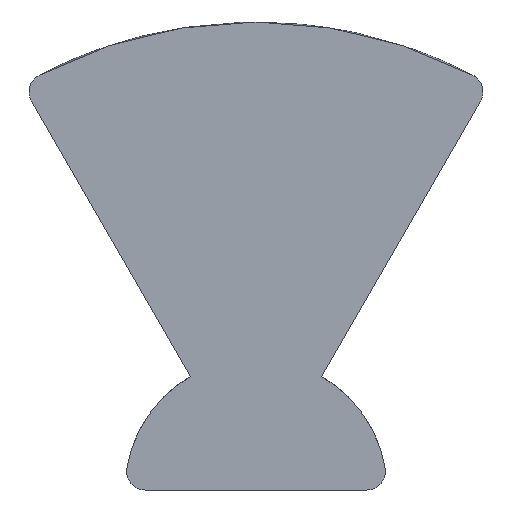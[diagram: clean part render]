
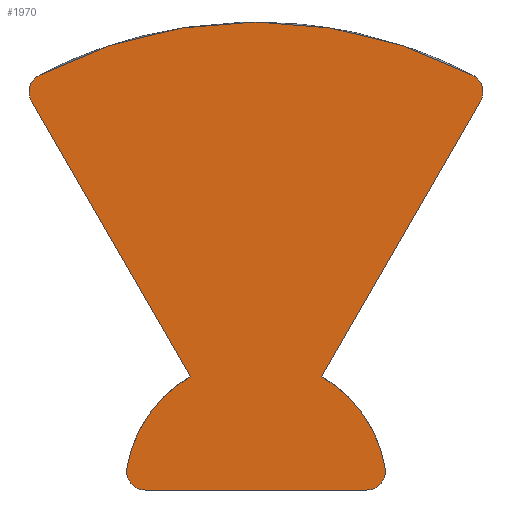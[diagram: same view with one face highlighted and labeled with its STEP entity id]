
A CAD part, front view. The second image highlights one B-rep face of the part: STEP entity #1970.
In plain terms, the highlighted planar face has unit normal (0, -1, 0).
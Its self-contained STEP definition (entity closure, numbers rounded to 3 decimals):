
#18 = DIRECTION ( 'NONE',  ( 0., 0., 1. ) ) ;
#25 = EDGE_CURVE ( 'NONE', #1505, #1188, #1458, .T. ) ;
#100 = ORIENTED_EDGE ( 'NONE', *, *, #1873, .T. ) ;
#103 = EDGE_LOOP ( 'NONE', ( #1448, #1218, #100, #468, #2025, #1267, #1859, #1051, #956, #2034 ) ) ;
#104 = DIRECTION ( 'NONE',  ( 0., 0., 1. ) ) ;
#109 = LINE ( 'NONE', #817, #421 ) ;
#135 = DIRECTION ( 'NONE',  ( 0., -1., 0. ) ) ;
#137 = CIRCLE ( 'NONE', #432, 14. ) ;
#139 = CARTESIAN_POINT ( 'NONE',  ( 0., 0., 0. ) ) ;
#159 = CARTESIAN_POINT ( 'NONE',  ( 11.832, 0., 2. ) ) ;
#193 = DIRECTION ( 'NONE',  ( -0.5, 0., -0.866 ) ) ;
#276 = DIRECTION ( 'NONE',  ( 0., -1., 0. ) ) ;
#293 = DIRECTION ( 'NONE',  ( 0., 1., 0. ) ) ;
#294 = CARTESIAN_POINT ( 'NONE',  ( 0., 0., 0. ) ) ;
#336 = CARTESIAN_POINT ( 'NONE',  ( 0., 0., 0. ) ) ;
#387 = AXIS2_PLACEMENT_3D ( 'NONE', #1144, #276, #104 ) ;
#390 = DIRECTION ( 'NONE',  ( 0., 0., 1. ) ) ;
#397 = VERTEX_POINT ( 'NONE', #831 ) ;
#413 = EDGE_CURVE ( 'NONE', #1132, #397, #109, .T. ) ;
#421 = VECTOR ( 'NONE', #1665, 1000. ) ;
#432 = AXIS2_PLACEMENT_3D ( 'NONE', #907, #1939, #1953 ) ;
#468 = ORIENTED_EDGE ( 'NONE', *, *, #604, .F. ) ;
#544 = CARTESIAN_POINT ( 'NONE',  ( -13.804, 0., 2.333 ) ) ;
#574 = AXIS2_PLACEMENT_3D ( 'NONE', #1719, #691, #1375 ) ;
#604 = EDGE_CURVE ( 'NONE', #1354, #916, #700, .T. ) ;
#622 = EDGE_CURVE ( 'NONE', #1132, #1723, #803, .T. ) ;
#691 = DIRECTION ( 'NONE',  ( 0., -1., 0. ) ) ;
#700 = LINE ( 'NONE', #336, #2237 ) ;
#711 = CARTESIAN_POINT ( 'NONE',  ( -7., 0., 12.124 ) ) ;
#715 = CIRCLE ( 'NONE', #387, 2. ) ;
#735 = VERTEX_POINT ( 'NONE', #843 ) ;
#787 = CARTESIAN_POINT ( 'NONE',  ( 7., 0., 12.124 ) ) ;
#803 = CIRCLE ( 'NONE', #1896, 2. ) ;
#817 = CARTESIAN_POINT ( 'NONE',  ( 0., 0., 0. ) ) ;
#831 = CARTESIAN_POINT ( 'NONE',  ( -11.832, 0., 0. ) ) ;
#843 = CARTESIAN_POINT ( 'NONE',  ( 23.174, 0., 44.305 ) ) ;
#891 = CARTESIAN_POINT ( 'NONE',  ( 11.832, 0., 0. ) ) ;
#907 = CARTESIAN_POINT ( 'NONE',  ( 0., 0., 0. ) ) ;
#916 = VERTEX_POINT ( 'NONE', #787 ) ;
#932 = CIRCLE ( 'NONE', #2099, 2. ) ;
#956 = ORIENTED_EDGE ( 'NONE', *, *, #25, .T. ) ;
#975 = DIRECTION ( 'NONE',  ( 0., 0., 1. ) ) ;
#984 = DIRECTION ( 'NONE',  ( 0., 1., 0. ) ) ;
#985 = EDGE_CURVE ( 'NONE', #1296, #1505, #2010, .T. ) ;
#1051 = ORIENTED_EDGE ( 'NONE', *, *, #985, .T. ) ;
#1132 = VERTEX_POINT ( 'NONE', #891 ) ;
#1144 = CARTESIAN_POINT ( 'NONE',  ( -11.832, 0., 2. ) ) ;
#1188 = VERTEX_POINT ( 'NONE', #544 ) ;
#1218 = ORIENTED_EDGE ( 'NONE', *, *, #622, .T. ) ;
#1267 = ORIENTED_EDGE ( 'NONE', *, *, #1476, .F. ) ;
#1296 = VERTEX_POINT ( 'NONE', #1778 ) ;
#1302 = CARTESIAN_POINT ( 'NONE',  ( 0., 0., 0. ) ) ;
#1325 = CARTESIAN_POINT ( 'NONE',  ( 0., 0., 0. ) ) ;
#1354 = VERTEX_POINT ( 'NONE', #1831 ) ;
#1375 = DIRECTION ( 'NONE',  ( 0., 0., 1. ) ) ;
#1387 = DIRECTION ( 'NONE',  ( 0., -1., 0. ) ) ;
#1392 = EDGE_CURVE ( 'NONE', #1188, #397, #715, .T. ) ;
#1403 = CIRCLE ( 'NONE', #1650, 50. ) ;
#1448 = ORIENTED_EDGE ( 'NONE', *, *, #413, .F. ) ;
#1458 = CIRCLE ( 'NONE', #2222, 14. ) ;
#1476 = EDGE_CURVE ( 'NONE', #1747, #735, #1403, .T. ) ;
#1505 = VERTEX_POINT ( 'NONE', #711 ) ;
#1527 = DIRECTION ( 'NONE',  ( 0.5, 0., -0.866 ) ) ;
#1538 = CARTESIAN_POINT ( 'NONE',  ( 13.804, 0., 2.333 ) ) ;
#1610 = DIRECTION ( 'NONE',  ( 0., -1., 0. ) ) ;
#1644 = FACE_OUTER_BOUND ( 'NONE', #103, .T. ) ;
#1650 = AXIS2_PLACEMENT_3D ( 'NONE', #139, #293, #975 ) ;
#1665 = DIRECTION ( 'NONE',  ( -1., 0., 0. ) ) ;
#1719 = CARTESIAN_POINT ( 'NONE',  ( -22.247, 0., 42.533 ) ) ;
#1723 = VERTEX_POINT ( 'NONE', #1538 ) ;
#1747 = VERTEX_POINT ( 'NONE', #2243 ) ;
#1757 = VECTOR ( 'NONE', #1527, 1000. ) ;
#1778 = CARTESIAN_POINT ( 'NONE',  ( -23.979, 0., 41.533 ) ) ;
#1831 = CARTESIAN_POINT ( 'NONE',  ( 23.979, 0., 41.533 ) ) ;
#1842 = DIRECTION ( 'NONE',  ( 0., 0., 1. ) ) ;
#1859 = ORIENTED_EDGE ( 'NONE', *, *, #1907, .T. ) ;
#1873 = EDGE_CURVE ( 'NONE', #1723, #916, #137, .T. ) ;
#1889 = AXIS2_PLACEMENT_3D ( 'NONE', #1325, #984, #1842 ) ;
#1896 = AXIS2_PLACEMENT_3D ( 'NONE', #159, #1387, #18 ) ;
#1907 = EDGE_CURVE ( 'NONE', #1747, #1296, #1983, .T. ) ;
#1939 = DIRECTION ( 'NONE',  ( 0., -1., 0. ) ) ;
#1940 = CARTESIAN_POINT ( 'NONE',  ( 22.247, 0., 42.533 ) ) ;
#1953 = DIRECTION ( 'NONE',  ( 0., 0., 1. ) ) ;
#1970 = ADVANCED_FACE ( 'NONE', ( #1644 ), #2202, .F. ) ;
#1983 = CIRCLE ( 'NONE', #574, 2. ) ;
#1993 = DIRECTION ( 'NONE',  ( 0., 0., 1. ) ) ;
#2010 = LINE ( 'NONE', #294, #1757 ) ;
#2025 = ORIENTED_EDGE ( 'NONE', *, *, #2210, .T. ) ;
#2034 = ORIENTED_EDGE ( 'NONE', *, *, #1392, .T. ) ;
#2099 = AXIS2_PLACEMENT_3D ( 'NONE', #1940, #1610, #390 ) ;
#2202 = PLANE ( 'NONE',  #1889 ) ;
#2210 = EDGE_CURVE ( 'NONE', #1354, #735, #932, .T. ) ;
#2222 = AXIS2_PLACEMENT_3D ( 'NONE', #1302, #135, #1993 ) ;
#2237 = VECTOR ( 'NONE', #193, 1000. ) ;
#2243 = CARTESIAN_POINT ( 'NONE',  ( -23.174, 0., 44.305 ) ) ;
